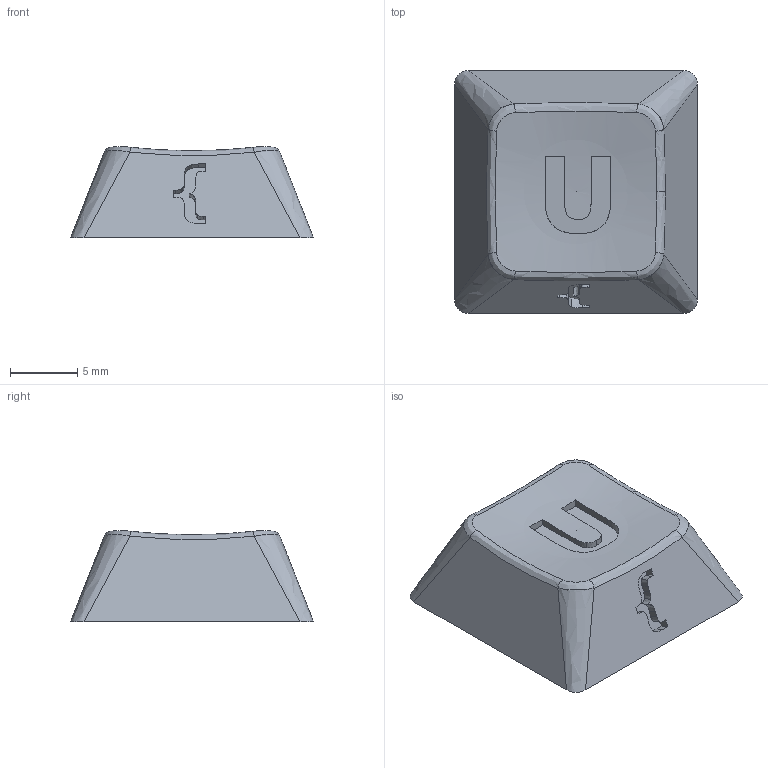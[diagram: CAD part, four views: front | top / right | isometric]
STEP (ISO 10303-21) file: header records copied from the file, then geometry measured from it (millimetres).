
FILE_DESCRIPTION(('FreeCAD Model'),'2;1');
FILE_NAME('Open CASCADE Shape Model','2024-03-01T17:37:21',(''),(''), 'Open CASCADE STEP processor 7.7','FreeCAD','Unknown');
FILE_SCHEMA(('AUTOMOTIVE_DESIGN { 1 0 10303 214 1 1 1 1 }'));
Length unit declared in the file: millimetre
Products named in the file (1): KeyU
Bounding box: 18 x 18 x 6.75 mm (x, y, z)
Volume: 680.7 mm3; surface area: 1229.2 mm2
Topology: 1 solids, 1 shells, 105 faces, 274 edges, 174 vertices
Faces by surface type: plane 37, extrusion 24, bspline 21, cylinder 17, revolution 4, torus 1, sphere 1
Full cylindrical faces by diameter (mm): 5.3 x1
Entity records: 4369 total; most frequent: CARTESIAN_POINT 2020, ORIENTED_EDGE 546, DIRECTION 370, EDGE_CURVE 273, VERTEX_POINT 174, VECTOR 160, LINE 136, FACE_BOUND 109
